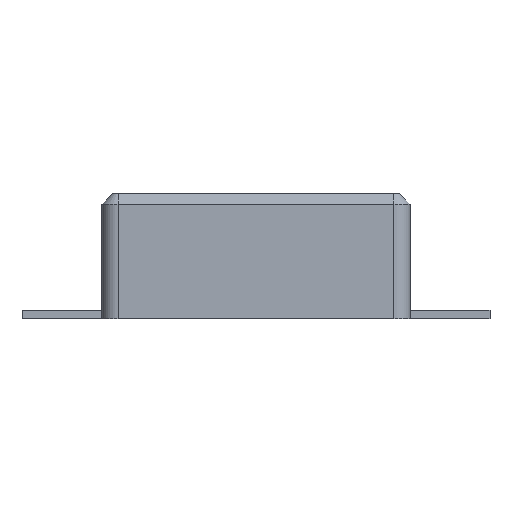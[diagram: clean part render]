
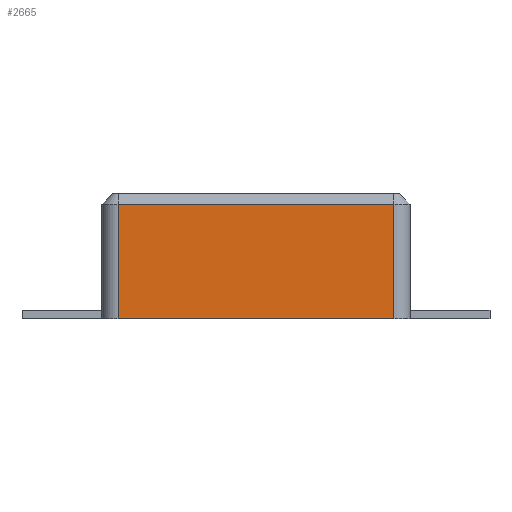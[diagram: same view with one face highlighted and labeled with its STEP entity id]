
A CAD part, left-side view. The second image highlights one B-rep face of the part: STEP entity #2665.
In plain terms, the highlighted planar face has unit normal (-1, 0, 0).
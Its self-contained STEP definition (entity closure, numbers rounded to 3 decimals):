
#598 = VERTEX_POINT('',#599);
#599 = CARTESIAN_POINT('',(-3.225,-1.265,0.));
#606 = EDGE_CURVE('',#607,#598,#609,.T.);
#607 = VERTEX_POINT('',#608);
#608 = CARTESIAN_POINT('',(-3.225,1.265,0.));
#609 = LINE('',#610,#611);
#610 = CARTESIAN_POINT('',(-3.225,1.415,0.));
#611 = VECTOR('',#612,1.);
#612 = DIRECTION('',(0.,-1.,0.));
#778 = EDGE_CURVE('',#598,#779,#781,.T.);
#779 = VERTEX_POINT('',#780);
#780 = CARTESIAN_POINT('',(-3.225,-1.265,1.05));
#781 = LINE('',#782,#783);
#782 = CARTESIAN_POINT('',(-3.225,-1.265,0.));
#783 = VECTOR('',#784,1.);
#784 = DIRECTION('',(0.,0.,1.));
#2665 = ADVANCED_FACE('',(#2666),#2684,.F.);
#2666 = FACE_BOUND('',#2667,.F.);
#2667 = EDGE_LOOP('',(#2668,#2676,#2682,#2683));
#2668 = ORIENTED_EDGE('',*,*,#2669,.T.);
#2669 = EDGE_CURVE('',#607,#2670,#2672,.T.);
#2670 = VERTEX_POINT('',#2671);
#2671 = CARTESIAN_POINT('',(-3.225,1.265,1.05));
#2672 = LINE('',#2673,#2674);
#2673 = CARTESIAN_POINT('',(-3.225,1.265,0.));
#2674 = VECTOR('',#2675,1.);
#2675 = DIRECTION('',(0.,0.,1.));
#2676 = ORIENTED_EDGE('',*,*,#2677,.T.);
#2677 = EDGE_CURVE('',#2670,#779,#2678,.T.);
#2678 = LINE('',#2679,#2680);
#2679 = CARTESIAN_POINT('',(-3.225,1.265,1.05));
#2680 = VECTOR('',#2681,1.);
#2681 = DIRECTION('',(0.,-1.,0.));
#2682 = ORIENTED_EDGE('',*,*,#778,.F.);
#2683 = ORIENTED_EDGE('',*,*,#606,.F.);
#2684 = PLANE('',#2685);
#2685 = AXIS2_PLACEMENT_3D('',#2686,#2687,#2688);
#2686 = CARTESIAN_POINT('',(-3.225,1.415,0.));
#2687 = DIRECTION('',(1.,0.,0.));
#2688 = DIRECTION('',(0.,-1.,0.));
